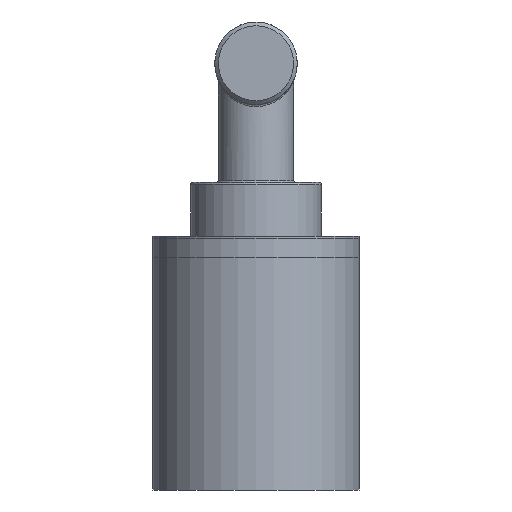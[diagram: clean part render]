
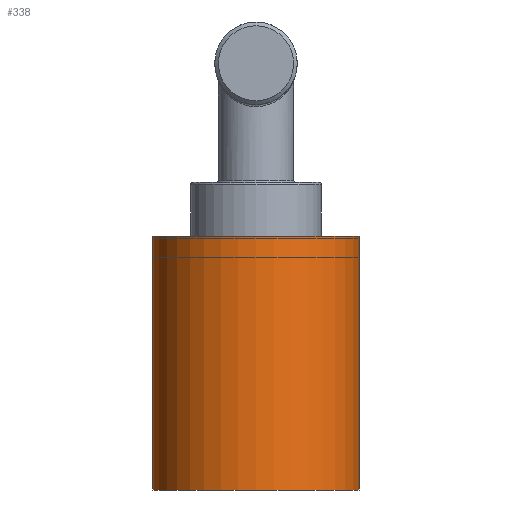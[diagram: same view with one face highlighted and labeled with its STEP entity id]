
A CAD part, left-side view. The second image highlights one B-rep face of the part: STEP entity #338.
In plain terms, the highlighted cylindrical face has radius 15 mm (diameter 30 mm), a full revolution.
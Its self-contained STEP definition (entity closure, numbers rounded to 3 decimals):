
#58=ORIENTED_EDGE('',*,*,#107,.T.);
#59=ORIENTED_EDGE('',*,*,#108,.T.);
#107=EDGE_CURVE('',#134,#134,#162,.F.);
#108=EDGE_CURVE('',#135,#135,#163,.T.);
#134=VERTEX_POINT('',#534);
#135=VERTEX_POINT('',#536);
#162=CIRCLE('',#374,15.);
#163=CIRCLE('',#375,15.);
#187=EDGE_LOOP('',(#58));
#188=EDGE_LOOP('',(#59));
#236=FACE_BOUND('',#187,.T.);
#237=FACE_BOUND('',#188,.T.);
#286=CYLINDRICAL_SURFACE('',#373,15.);
#338=ADVANCED_FACE('',(#236,#237),#286,.T.);
#373=AXIS2_PLACEMENT_3D('',#532,#427,#428);
#374=AXIS2_PLACEMENT_3D('',#533,#429,#430);
#375=AXIS2_PLACEMENT_3D('',#535,#431,#432);
#427=DIRECTION('',(0.,0.,1.));
#428=DIRECTION('',(1.,0.,0.));
#429=DIRECTION('',(0.,0.,-1.));
#430=DIRECTION('',(-1.,0.,0.));
#431=DIRECTION('',(0.,0.,-1.));
#432=DIRECTION('',(-1.,0.,0.));
#532=CARTESIAN_POINT('',(0.,0.,-7.718));
#533=CARTESIAN_POINT('',(0.,0.,0.));
#534=CARTESIAN_POINT('',(-15.,0.,0.));
#535=CARTESIAN_POINT('',(0.,0.,36.882));
#536=CARTESIAN_POINT('',(-15.,0.,36.882));
